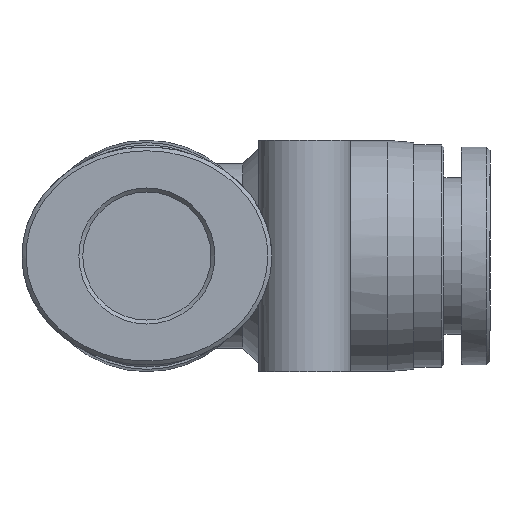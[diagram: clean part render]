
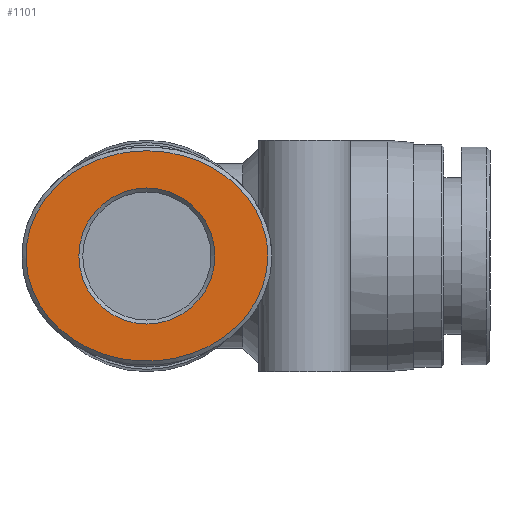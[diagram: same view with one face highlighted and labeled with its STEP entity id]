
A CAD part, left-side view. The second image highlights one B-rep face of the part: STEP entity #1101.
In plain terms, the highlighted face is planar.
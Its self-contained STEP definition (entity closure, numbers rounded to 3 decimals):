
#1028=CARTESIAN_POINT('',(9.2,5.8,0.));
#1029=VERTEX_POINT('',#1028);
#1059=CARTESIAN_POINT('',(9.2,5.8,0.));
#1060=CARTESIAN_POINT('',(9.2,5.8,1.19));
#1061=CARTESIAN_POINT('',(8.58,5.8,3.571));
#1062=CARTESIAN_POINT('',(5.951,5.8,6.456));
#1063=CARTESIAN_POINT('',(2.127,5.8,8.066));
#1064=CARTESIAN_POINT('',(-2.127,5.8,8.067));
#1065=CARTESIAN_POINT('',(-5.952,5.8,6.455));
#1066=CARTESIAN_POINT('',(-8.58,5.8,3.572));
#1067=CARTESIAN_POINT('',(-9.512,5.8,-0.001));
#1068=CARTESIAN_POINT('',(-8.681,5.8,-3.172));
#1069=CARTESIAN_POINT('',(-6.344,5.8,-6.179));
#1070=CARTESIAN_POINT('',(-2.605,5.8,-8.072));
#1071=CARTESIAN_POINT('',(2.129,5.8,-8.064));
#1072=CARTESIAN_POINT('',(5.95,5.8,-6.457));
#1073=CARTESIAN_POINT('',(8.581,5.8,-3.57));
#1074=CARTESIAN_POINT('',(9.2,5.8,-1.19));
#1075=CARTESIAN_POINT('',(9.2,5.8,0.));
#1076=B_SPLINE_CURVE_WITH_KNOTS('',3,(#1059,#1060,#1061,#1062,#1063,#1064,#1065,#1066,#1067,#1068,#1069,#1070,#1071,#1072,#1073,#1074,#1075),.UNSPECIFIED.,.T.,.U.,(4,1,1,1,1,1,1,1,1,1,1,1,1,1,4),(-3.142,-2.693,-2.244,-1.795,-1.346,-0.898,-0.449,0.,0.449,0.748,1.346,1.795,2.244,2.693,3.142),.UNSPECIFIED.);
#1077=EDGE_CURVE('',#1029,#1029,#1076,.T.);
#1082=CARTESIAN_POINT('',(0.,5.8,0.));
#1083=DIRECTION('',(0.0,-1.0,0.0));
#1084=DIRECTION('',(0.0,0.0,-1.0));
#1085=AXIS2_PLACEMENT_3D('',#1082,#1083,#1084);
#1086=PLANE('',#1085);
#1087=ORIENTED_EDGE('',*,*,#1077,.F.);
#1088=EDGE_LOOP('',(#1087));
#1089=FACE_OUTER_BOUND('',#1088,.T.);
#1090=CARTESIAN_POINT('',(5.175,5.8,0.));
#1091=VERTEX_POINT('',#1090);
#1092=CARTESIAN_POINT('',(0.,5.8,0.0));
#1093=DIRECTION('',(0.0,1.0,0.0));
#1094=DIRECTION('',(-1.0,0.0,0.0));
#1095=AXIS2_PLACEMENT_3D('',#1092,#1093,#1094);
#1096=CIRCLE('',#1095,5.175);
#1097=EDGE_CURVE('',#1091,#1091,#1096,.T.);
#1098=ORIENTED_EDGE('',*,*,#1097,.F.);
#1099=EDGE_LOOP('',(#1098));
#1100=FACE_BOUND('',#1099,.T.);
#1101=ADVANCED_FACE('',(#1089,#1100),#1086,.F.);
